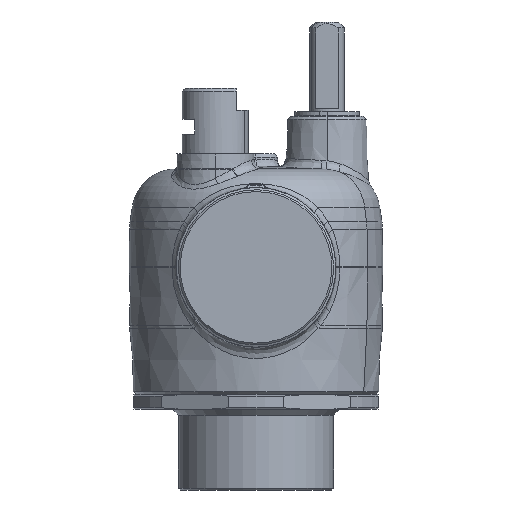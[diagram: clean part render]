
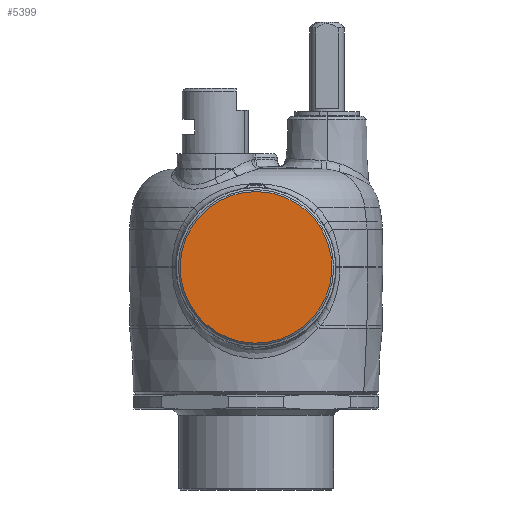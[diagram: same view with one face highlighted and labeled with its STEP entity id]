
A CAD part, left-side view. The second image highlights one B-rep face of the part: STEP entity #5399.
In plain terms, the highlighted planar face has unit normal (-1, 0, 0).
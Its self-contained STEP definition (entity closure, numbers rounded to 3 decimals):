
#4130=CARTESIAN_POINT('Axis2P3D Location',(-35.,0.,0.)) ;
#4134=CARTESIAN_POINT('Vertex',(-35.,-6.089,-11.145)) ;
#4136=CARTESIAN_POINT('Vertex',(-35.,6.089,11.145)) ;
#4394=CARTESIAN_POINT('Axis2P3D Location',(-35.,0.,0.)) ;
#5390=CARTESIAN_POINT('Axis2P3D Location',(-35.,0.,0.)) ;
#4131=DIRECTION('Axis2P3D Direction',(-1.,0.,0.)) ;
#4395=DIRECTION('Axis2P3D Direction',(-1.,0.,0.)) ;
#5391=DIRECTION('Axis2P3D Direction',(-1.,0.,0.)) ;
#5392=DIRECTION('Axis2P3D XDirection',(0.,1.,0.)) ;
#4132=AXIS2_PLACEMENT_3D('Circle Axis2P3D',#4130,#4131,$) ;
#4396=AXIS2_PLACEMENT_3D('Circle Axis2P3D',#4394,#4395,$) ;
#5393=AXIS2_PLACEMENT_3D('Plane Axis2P3D',#5390,#5391,#5392) ;
#4133=CIRCLE('generated circle',#4132,12.7) ;
#4397=CIRCLE('generated circle',#4396,12.7) ;
#5394=PLANE('',#5393) ;
#4138=EDGE_CURVE('',#4135,#4137,#4133,.T.) ;
#4398=EDGE_CURVE('',#4137,#4135,#4397,.T.) ;
#5396=ORIENTED_EDGE('',*,*,#4138,.T.) ;
#5397=ORIENTED_EDGE('',*,*,#4398,.T.) ;
#5395=EDGE_LOOP('',(#5396,#5397)) ;
#4135=VERTEX_POINT('',#4134) ;
#4137=VERTEX_POINT('',#4136) ;
#5399=ADVANCED_FACE('PartBody',(#5398),#5394,.T.) ;
#5398=FACE_OUTER_BOUND('',#5395,.T.) ;
